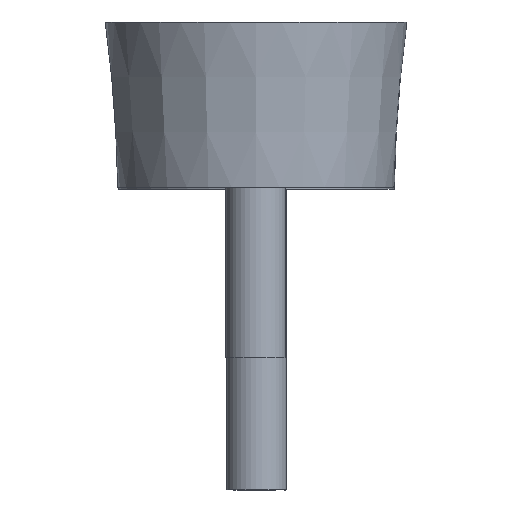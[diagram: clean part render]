
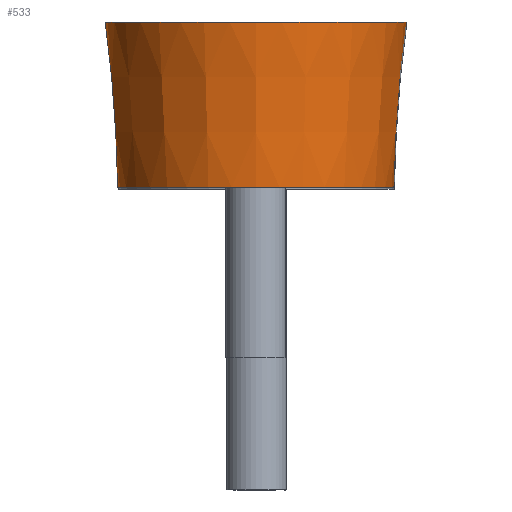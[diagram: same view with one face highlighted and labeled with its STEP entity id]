
A CAD part, left-side view. The second image highlights one B-rep face of the part: STEP entity #533.
In plain terms, the highlighted conical face has half-angle 4.332 degrees and reference radius 15 mm.
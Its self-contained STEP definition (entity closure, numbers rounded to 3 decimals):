
#27=CONICAL_SURFACE('',#610,15.,4.332);
#77=FACE_BOUND('',#198,.T.);
#125=FACE_OUTER_BOUND('',#197,.T.);
#197=EDGE_LOOP('',(#437));
#198=EDGE_LOOP('',(#438));
#259=CIRCLE('',#586,13.75);
#270=CIRCLE('',#607,15.);
#307=VERTEX_POINT('',#907);
#318=VERTEX_POINT('',#939);
#355=EDGE_CURVE('',#307,#307,#259,.T.);
#366=EDGE_CURVE('',#318,#318,#270,.T.);
#437=ORIENTED_EDGE('',*,*,#366,.T.);
#438=ORIENTED_EDGE('',*,*,#355,.T.);
#533=ADVANCED_FACE('',(#125,#77),#27,.T.);
#586=AXIS2_PLACEMENT_3D('',#908,#714,#715);
#607=AXIS2_PLACEMENT_3D('',#940,#756,#757);
#610=AXIS2_PLACEMENT_3D('',#943,#762,#763);
#714=DIRECTION('center_axis',(0.,0.,1.));
#715=DIRECTION('ref_axis',(-1.,0.,0.));
#756=DIRECTION('center_axis',(0.,0.,-1.));
#757=DIRECTION('ref_axis',(-1.,0.,0.));
#762=DIRECTION('center_axis',(0.,0.,1.));
#763=DIRECTION('ref_axis',(-1.,0.,0.));
#907=CARTESIAN_POINT('',(-13.75,0.,0.));
#908=CARTESIAN_POINT('Origin',(0.,0.,0.));
#939=CARTESIAN_POINT('',(-15.,0.,16.5));
#940=CARTESIAN_POINT('Origin',(0.,0.,16.5));
#943=CARTESIAN_POINT('Origin',(0.,0.,16.5));
